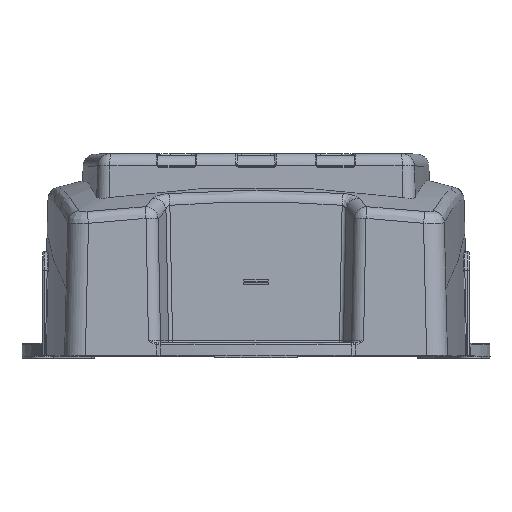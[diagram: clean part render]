
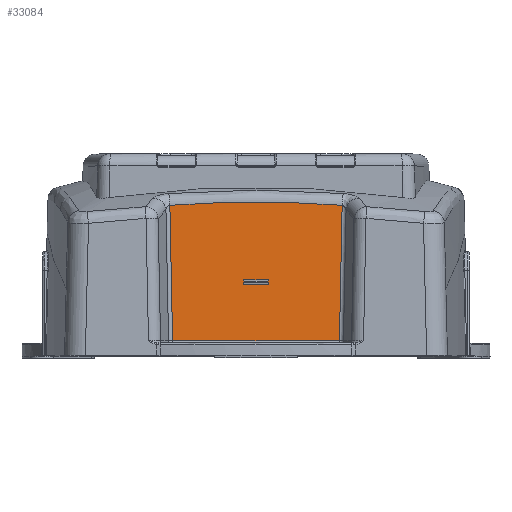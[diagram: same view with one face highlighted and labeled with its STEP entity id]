
A CAD part, top view. The second image highlights one B-rep face of the part: STEP entity #33084.
In plain terms, the highlighted planar face has unit normal (0, 0.026, 1).
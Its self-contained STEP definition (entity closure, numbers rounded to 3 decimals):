
#794=DIRECTION('',(0.02,0.999,-0.026));
#795=VECTOR('',#794,32.466);
#796=CARTESIAN_POINT('',(19.965,3.487,45.356));
#797=LINE('',#796,#795);
#813=CARTESIAN_POINT('',(0.,-222.62,
51.276));
#814=DIRECTION('',(0.,-0.026,-1.));
#815=DIRECTION('',(-0.079,0.996,-0.026));
#816=AXIS2_PLACEMENT_3D('',#813,#814,#815);
#818=DIRECTION('',(1.,0.,0.));
#819=VECTOR('',#818,6.);
#820=CARTESIAN_POINT('',(-3.,17.063,45.));
#821=LINE('',#820,#819);
#822=DIRECTION('',(-0.087,0.996,-0.026));
#823=VECTOR('',#822,1.024);
#824=CARTESIAN_POINT('',(3.,17.063,45.));
#825=LINE('',#824,#823);
#826=DIRECTION('',(-1.,0.,0.));
#827=VECTOR('',#826,5.822);
#828=CARTESIAN_POINT('',(2.911,18.083,44.973));
#829=LINE('',#828,#827);
#830=DIRECTION('',(-0.087,-0.996,0.026));
#831=VECTOR('',#830,1.024);
#832=CARTESIAN_POINT('',(-2.911,18.083,44.973));
#833=LINE('',#832,#831);
#845=DIRECTION('',(0.02,-0.999,0.026));
#846=VECTOR('',#845,32.466);
#847=CARTESIAN_POINT('',(-20.614,35.935,44.506));
#848=LINE('',#847,#846);
#4901=DIRECTION('',(1.,0.,0.));
#4902=VECTOR('',#4901,39.93);
#4903=CARTESIAN_POINT('',(-19.965,3.487,45.356));
#4904=LINE('',#4903,#4902);
#27233=CARTESIAN_POINT('',(-19.965,3.487,
45.356));
#27234=CARTESIAN_POINT('',(19.965,3.487,45.356));
#27235=VERTEX_POINT('',#27233);
#27236=VERTEX_POINT('',#27234);
#30068=CARTESIAN_POINT('',(-2.911,18.083,
44.973));
#30070=VERTEX_POINT('',#30068);
#30077=CARTESIAN_POINT('',(2.911,18.083,44.973));
#30078=VERTEX_POINT('',#30077);
#30079=CARTESIAN_POINT('',(-20.614,35.935,
44.506));
#30080=CARTESIAN_POINT('',(20.614,35.935,44.506));
#30081=VERTEX_POINT('',#30079);
#30082=VERTEX_POINT('',#30080);
#31573=CARTESIAN_POINT('',(-3.,17.063,45.));
#31575=VERTEX_POINT('',#31573);
#31576=CARTESIAN_POINT('',(3.,17.063,45.));
#31578=VERTEX_POINT('',#31576);
#33060=CARTESIAN_POINT('',(23.032,17.063,45.));
#33061=DIRECTION('',(0.,-0.026,-1.));
#33062=DIRECTION('',(-1.,0.,0.));
#33063=AXIS2_PLACEMENT_3D('',#33060,#33061,#33062);
#33064=PLANE('',#33063);
#33066=ORIENTED_EDGE('',*,*,#33065,.F.);
#33068=ORIENTED_EDGE('',*,*,#33067,.T.);
#33069=ORIENTED_EDGE('',*,*,#33043,.F.);
#33071=ORIENTED_EDGE('',*,*,#33070,.F.);
#33072=EDGE_LOOP('',(#33066,#33068,#33069,#33071));
#33073=FACE_OUTER_BOUND('',#33072,.F.);
#33075=ORIENTED_EDGE('',*,*,#33074,.T.);
#33077=ORIENTED_EDGE('',*,*,#33076,.T.);
#33079=ORIENTED_EDGE('',*,*,#33078,.T.);
#33081=ORIENTED_EDGE('',*,*,#33080,.T.);
#33082=EDGE_LOOP('',(#33075,#33077,#33079,#33081));
#33083=FACE_BOUND('',#33082,.F.);
#33084=ADVANCED_FACE('',(#33073,#33083),#33064,.F.);
#817=CIRCLE('',#816,259.465);
#33043=EDGE_CURVE('',#27236,#30082,#797,.T.);
#33065=EDGE_CURVE('',#30081,#27235,#848,.T.);
#33067=EDGE_CURVE('',#30081,#30082,#817,.T.);
#33070=EDGE_CURVE('',#27235,#27236,#4904,.T.);
#33074=EDGE_CURVE('',#31575,#31578,#821,.T.);
#33076=EDGE_CURVE('',#31578,#30078,#825,.T.);
#33078=EDGE_CURVE('',#30078,#30070,#829,.T.);
#33080=EDGE_CURVE('',#30070,#31575,#833,.T.);
